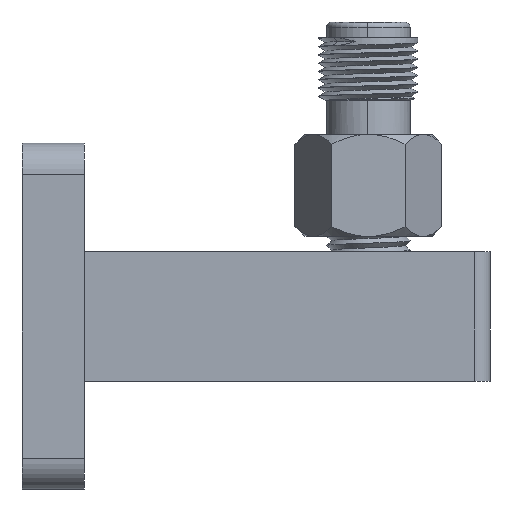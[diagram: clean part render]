
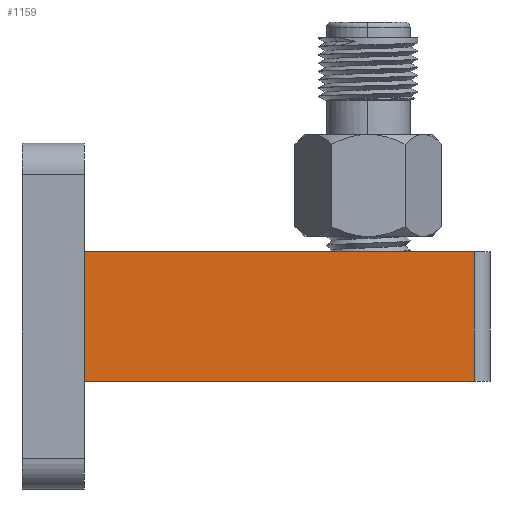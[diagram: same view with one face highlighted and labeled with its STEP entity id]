
A CAD part, left-side view. The second image highlights one B-rep face of the part: STEP entity #1159.
In plain terms, the highlighted planar face has unit normal (-1, 0, 0).
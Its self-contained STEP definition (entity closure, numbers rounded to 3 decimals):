
#136 = VECTOR ( 'NONE', #4969, 1000. ) ;
#279 = VECTOR ( 'NONE', #10712, 1000. ) ;
#1159 = ADVANCED_FACE ( 'NONE', ( #6436 ), #5534, .F. ) ;
#1413 = VERTEX_POINT ( 'NONE', #3013 ) ;
#2067 = ORIENTED_EDGE ( 'NONE', *, *, #9144, .T. ) ;
#2508 = VERTEX_POINT ( 'NONE', #6538 ) ;
#2929 = AXIS2_PLACEMENT_3D ( 'NONE', #3761, #7390, #11018 ) ;
#3013 = CARTESIAN_POINT ( 'NONE',  ( -10., 0., 4.15 ) ) ;
#3231 = ORIENTED_EDGE ( 'NONE', *, *, #4878, .F. ) ;
#3256 = LINE ( 'NONE', #11268, #136 ) ;
#3521 = CARTESIAN_POINT ( 'NONE',  ( -10., 0., 4.15 ) ) ;
#3761 = CARTESIAN_POINT ( 'NONE',  ( -10., -26., 4.15 ) ) ;
#4464 = DIRECTION ( 'NONE',  ( 0., 1., 0. ) ) ;
#4878 = EDGE_CURVE ( 'NONE', #9473, #7204, #9876, .T. ) ;
#4969 = DIRECTION ( 'NONE',  ( 0., 0., 1. ) ) ;
#5356 = LINE ( 'NONE', #3521, #7823 ) ;
#5534 = PLANE ( 'NONE',  #2929 ) ;
#5894 = ORIENTED_EDGE ( 'NONE', *, *, #7918, .T. ) ;
#6033 = EDGE_LOOP ( 'NONE', ( #3231, #2067, #8298, #5894 ) ) ;
#6436 = FACE_OUTER_BOUND ( 'NONE', #6033, .T. ) ;
#6538 = CARTESIAN_POINT ( 'NONE',  ( -10., -25., 4.15 ) ) ;
#7204 = VERTEX_POINT ( 'NONE', #11473 ) ;
#7227 = CARTESIAN_POINT ( 'NONE',  ( -10., -25., -4.15 ) ) ;
#7390 = DIRECTION ( 'NONE',  ( 1., 0., 0. ) ) ;
#7823 = VECTOR ( 'NONE', #8155, 1000. ) ;
#7918 = EDGE_CURVE ( 'NONE', #1413, #7204, #5356, .T. ) ;
#7951 = VECTOR ( 'NONE', #4464, 1000. ) ;
#7986 = CARTESIAN_POINT ( 'NONE',  ( -10., -26., 4.15 ) ) ;
#8155 = DIRECTION ( 'NONE',  ( 0., 0., -1. ) ) ;
#8298 = ORIENTED_EDGE ( 'NONE', *, *, #11335, .T. ) ;
#8636 = LINE ( 'NONE', #7986, #7951 ) ;
#8873 = CARTESIAN_POINT ( 'NONE',  ( -10., -26., -4.15 ) ) ;
#9144 = EDGE_CURVE ( 'NONE', #9473, #2508, #3256, .T. ) ;
#9473 = VERTEX_POINT ( 'NONE', #7227 ) ;
#9876 = LINE ( 'NONE', #8873, #279 ) ;
#10712 = DIRECTION ( 'NONE',  ( 0., 1., 0. ) ) ;
#11018 = DIRECTION ( 'NONE',  ( 0., 0., -1. ) ) ;
#11268 = CARTESIAN_POINT ( 'NONE',  ( -10., -25., 4.15 ) ) ;
#11335 = EDGE_CURVE ( 'NONE', #2508, #1413, #8636, .T. ) ;
#11473 = CARTESIAN_POINT ( 'NONE',  ( -10., 0., -4.15 ) ) ;
